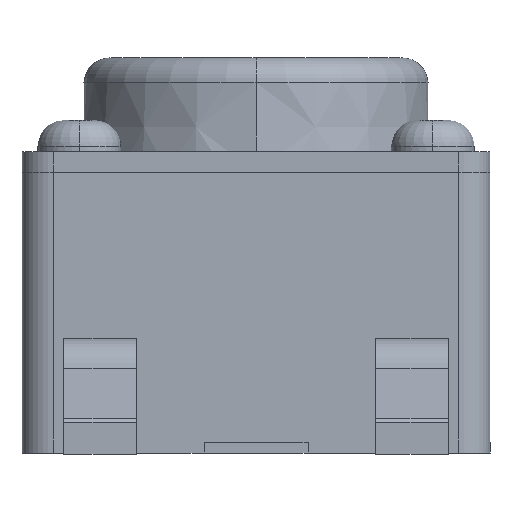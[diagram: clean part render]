
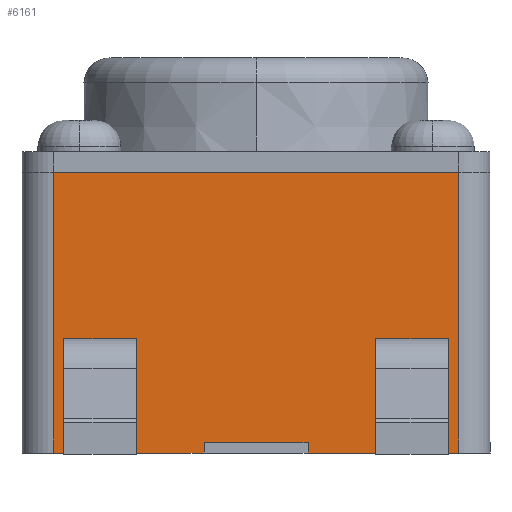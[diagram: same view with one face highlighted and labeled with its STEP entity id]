
A CAD part, left-side view. The second image highlights one B-rep face of the part: STEP entity #6161.
In plain terms, the highlighted planar face has unit normal (-1, 0, 0).
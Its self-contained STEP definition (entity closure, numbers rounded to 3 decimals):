
#13 = VECTOR ( 'NONE', #5644, 1000. ) ;
#100 = PLANE ( 'NONE',  #4361 ) ;
#180 = VECTOR ( 'NONE', #12023, 1000. ) ;
#497 = VERTEX_POINT ( 'NONE', #11278 ) ;
#553 = EDGE_CURVE ( 'NONE', #6773, #6816, #6963, .T. ) ;
#674 = LINE ( 'NONE', #8086, #1172 ) ;
#715 = VERTEX_POINT ( 'NONE', #3168 ) ;
#737 = VERTEX_POINT ( 'NONE', #12382 ) ;
#785 = VECTOR ( 'NONE', #3566, 1000. ) ;
#810 = ORIENTED_EDGE ( 'NONE', *, *, #3593, .T. ) ;
#835 = ORIENTED_EDGE ( 'NONE', *, *, #16550, .T. ) ;
#1172 = VECTOR ( 'NONE', #3576, 1000. ) ;
#1726 = EDGE_LOOP ( 'NONE', ( #8038, #810, #8960, #5195 ) ) ;
#2137 = VERTEX_POINT ( 'NONE', #8997 ) ;
#2259 = LINE ( 'NONE', #15761, #2747 ) ;
#2747 = VECTOR ( 'NONE', #3435, 1000. ) ;
#2772 = CARTESIAN_POINT ( 'NONE',  ( -2.25, -1.15, 1.1 ) ) ;
#3029 = ORIENTED_EDGE ( 'NONE', *, *, #16170, .T. ) ;
#3168 = CARTESIAN_POINT ( 'NONE',  ( -2.25, -0.5, 0.1 ) ) ;
#3205 = LINE ( 'NONE', #16499, #180 ) ;
#3257 = CARTESIAN_POINT ( 'NONE',  ( -2.25, 1.15, 0.8 ) ) ;
#3435 = DIRECTION ( 'NONE',  ( 0., 0., 1. ) ) ;
#3436 = VERTEX_POINT ( 'NONE', #17598 ) ;
#3482 = EDGE_CURVE ( 'NONE', #497, #6773, #4375, .T. ) ;
#3566 = DIRECTION ( 'NONE',  ( 0., 0., 1. ) ) ;
#3576 = DIRECTION ( 'NONE',  ( 0., -1., 0. ) ) ;
#3593 = EDGE_CURVE ( 'NONE', #497, #14909, #18760, .T. ) ;
#3866 = EDGE_CURVE ( 'NONE', #9630, #17173, #2259, .T. ) ;
#3901 = VERTEX_POINT ( 'NONE', #4035 ) ;
#4035 = CARTESIAN_POINT ( 'NONE',  ( -2.25, -1.85, 0.8 ) ) ;
#4231 = EDGE_CURVE ( 'NONE', #715, #10293, #16126, .T. ) ;
#4254 = DIRECTION ( 'NONE',  ( 0., -1., 0. ) ) ;
#4361 = AXIS2_PLACEMENT_3D ( 'NONE', #6206, #13646, #12357 ) ;
#4375 = LINE ( 'NONE', #7485, #11997 ) ;
#4404 = VECTOR ( 'NONE', #19157, 1000. ) ;
#4597 = CARTESIAN_POINT ( 'NONE',  ( -2.25, 1.85, 1.1 ) ) ;
#4721 = VERTEX_POINT ( 'NONE', #10263 ) ;
#4780 = EDGE_CURVE ( 'NONE', #10293, #3436, #14951, .T. ) ;
#5195 = ORIENTED_EDGE ( 'NONE', *, *, #553, .F. ) ;
#5238 = LINE ( 'NONE', #11475, #18656 ) ;
#5265 = CARTESIAN_POINT ( 'NONE',  ( -2.25, 1.95, 2.7 ) ) ;
#5644 = DIRECTION ( 'NONE',  ( 0., 1., 0. ) ) ;
#5731 = CARTESIAN_POINT ( 'NONE',  ( -2.25, 0.5, 0.1 ) ) ;
#5810 = ORIENTED_EDGE ( 'NONE', *, *, #4231, .F. ) ;
#6094 = ORIENTED_EDGE ( 'NONE', *, *, #4780, .F. ) ;
#6161 = ADVANCED_FACE ( 'NONE', ( #10938, #16830, #15524 ), #100, .F. ) ;
#6206 = CARTESIAN_POINT ( 'NONE',  ( -2.25, 2.25, 2.7 ) ) ;
#6773 = VERTEX_POINT ( 'NONE', #3257 ) ;
#6816 = VERTEX_POINT ( 'NONE', #8047 ) ;
#6957 = CARTESIAN_POINT ( 'NONE',  ( -2.25, -0.5, 0.1 ) ) ;
#6963 = LINE ( 'NONE', #8758, #4404 ) ;
#7066 = DIRECTION ( 'NONE',  ( 0., 0., -1. ) ) ;
#7322 = CARTESIAN_POINT ( 'NONE',  ( -2.25, -0.5, 0.1 ) ) ;
#7485 = CARTESIAN_POINT ( 'NONE',  ( -2.25, 1.85, 0.8 ) ) ;
#7494 = ORIENTED_EDGE ( 'NONE', *, *, #9220, .F. ) ;
#7550 = VERTEX_POINT ( 'NONE', #10540 ) ;
#7754 = LINE ( 'NONE', #13867, #13740 ) ;
#8038 = ORIENTED_EDGE ( 'NONE', *, *, #3482, .F. ) ;
#8047 = CARTESIAN_POINT ( 'NONE',  ( -2.25, 1.15, 1.1 ) ) ;
#8086 = CARTESIAN_POINT ( 'NONE',  ( -2.25, 1.85, 1.1 ) ) ;
#8281 = CARTESIAN_POINT ( 'NONE',  ( -2.25, 1.85, 0.8 ) ) ;
#8290 = ORIENTED_EDGE ( 'NONE', *, *, #9927, .F. ) ;
#8332 = ORIENTED_EDGE ( 'NONE', *, *, #3866, .T. ) ;
#8449 = ORIENTED_EDGE ( 'NONE', *, *, #12634, .F. ) ;
#8653 = CARTESIAN_POINT ( 'NONE',  ( -2.25, 0.5, 0.1 ) ) ;
#8758 = CARTESIAN_POINT ( 'NONE',  ( -2.25, 1.15, 0.8 ) ) ;
#8861 = LINE ( 'NONE', #19250, #13 ) ;
#8954 = VECTOR ( 'NONE', #10123, 1000. ) ;
#8960 = ORIENTED_EDGE ( 'NONE', *, *, #15310, .T. ) ;
#8977 = ORIENTED_EDGE ( 'NONE', *, *, #17756, .T. ) ;
#8997 = CARTESIAN_POINT ( 'NONE',  ( -2.25, -0.5, 0. ) ) ;
#9220 = EDGE_CURVE ( 'NONE', #14314, #13290, #7754, .T. ) ;
#9611 = DIRECTION ( 'NONE',  ( 0., -1., 0. ) ) ;
#9630 = VERTEX_POINT ( 'NONE', #14587 ) ;
#9927 = EDGE_CURVE ( 'NONE', #4721, #17173, #8861, .T. ) ;
#10123 = DIRECTION ( 'NONE',  ( 0., 1., 0. ) ) ;
#10251 = VECTOR ( 'NONE', #9611, 1000. ) ;
#10263 = CARTESIAN_POINT ( 'NONE',  ( -2.25, -1.85, 1.1 ) ) ;
#10293 = VERTEX_POINT ( 'NONE', #5731 ) ;
#10540 = CARTESIAN_POINT ( 'NONE',  ( -2.25, -1.95, 0. ) ) ;
#10549 = VECTOR ( 'NONE', #15054, 1000. ) ;
#10704 = CARTESIAN_POINT ( 'NONE',  ( -2.25, -1.95, 2.7 ) ) ;
#10938 = FACE_BOUND ( 'NONE', #19260, .T. ) ;
#11101 = DIRECTION ( 'NONE',  ( 0., -1., 0. ) ) ;
#11273 = LINE ( 'NONE', #6957, #19100 ) ;
#11278 = CARTESIAN_POINT ( 'NONE',  ( -2.25, 1.85, 0.8 ) ) ;
#11475 = CARTESIAN_POINT ( 'NONE',  ( -2.25, -1.85, 0.8 ) ) ;
#11485 = DIRECTION ( 'NONE',  ( 0., 0., -1. ) ) ;
#11724 = VECTOR ( 'NONE', #13583, 1000. ) ;
#11997 = VECTOR ( 'NONE', #17899, 1000. ) ;
#12023 = DIRECTION ( 'NONE',  ( 0., 0., 1. ) ) ;
#12096 = EDGE_CURVE ( 'NONE', #3901, #9630, #19465, .T. ) ;
#12357 = DIRECTION ( 'NONE',  ( 0., 1., 0. ) ) ;
#12382 = CARTESIAN_POINT ( 'NONE',  ( -2.25, 1.95, 0. ) ) ;
#12634 = EDGE_CURVE ( 'NONE', #3901, #4721, #5238, .T. ) ;
#13290 = VERTEX_POINT ( 'NONE', #10704 ) ;
#13297 = EDGE_CURVE ( 'NONE', #7550, #13290, #3205, .T. ) ;
#13477 = CARTESIAN_POINT ( 'NONE',  ( -2.25, 1.95, 2.7 ) ) ;
#13547 = EDGE_CURVE ( 'NONE', #14314, #737, #18050, .T. ) ;
#13583 = DIRECTION ( 'NONE',  ( 0., 1., 0. ) ) ;
#13646 = DIRECTION ( 'NONE',  ( 1., 0., 0. ) ) ;
#13740 = VECTOR ( 'NONE', #4254, 1000. ) ;
#13867 = CARTESIAN_POINT ( 'NONE',  ( -2.25, 2.25, 2.7 ) ) ;
#14025 = CARTESIAN_POINT ( 'NONE',  ( -2.25, 2.25, 0. ) ) ;
#14170 = ORIENTED_EDGE ( 'NONE', *, *, #13297, .T. ) ;
#14263 = DIRECTION ( 'NONE',  ( 0., 0., 1. ) ) ;
#14314 = VERTEX_POINT ( 'NONE', #5265 ) ;
#14587 = CARTESIAN_POINT ( 'NONE',  ( -2.25, -1.15, 0.8 ) ) ;
#14909 = VERTEX_POINT ( 'NONE', #4597 ) ;
#14951 = LINE ( 'NONE', #8653, #10549 ) ;
#15054 = DIRECTION ( 'NONE',  ( 0., 0., -1. ) ) ;
#15310 = EDGE_CURVE ( 'NONE', #14909, #6816, #674, .T. ) ;
#15311 = VECTOR ( 'NONE', #11101, 1000. ) ;
#15336 = ORIENTED_EDGE ( 'NONE', *, *, #12096, .T. ) ;
#15524 = FACE_OUTER_BOUND ( 'NONE', #15833, .T. ) ;
#15761 = CARTESIAN_POINT ( 'NONE',  ( -2.25, -1.15, 0.8 ) ) ;
#15833 = EDGE_LOOP ( 'NONE', ( #835, #14170, #7494, #15913, #8977, #6094, #5810, #3029 ) ) ;
#15913 = ORIENTED_EDGE ( 'NONE', *, *, #13547, .T. ) ;
#16126 = LINE ( 'NONE', #7322, #8954 ) ;
#16170 = EDGE_CURVE ( 'NONE', #715, #2137, #11273, .T. ) ;
#16499 = CARTESIAN_POINT ( 'NONE',  ( -2.25, -1.95, 2.7 ) ) ;
#16550 = EDGE_CURVE ( 'NONE', #2137, #7550, #18405, .T. ) ;
#16830 = FACE_BOUND ( 'NONE', #1726, .T. ) ;
#17173 = VERTEX_POINT ( 'NONE', #2772 ) ;
#17598 = CARTESIAN_POINT ( 'NONE',  ( -2.25, 0.5, 0. ) ) ;
#17756 = EDGE_CURVE ( 'NONE', #737, #3436, #18681, .T. ) ;
#17899 = DIRECTION ( 'NONE',  ( 0., -1., 0. ) ) ;
#18050 = LINE ( 'NONE', #13477, #19029 ) ;
#18283 = CARTESIAN_POINT ( 'NONE',  ( -2.25, -1.85, 0.8 ) ) ;
#18405 = LINE ( 'NONE', #14025, #15311 ) ;
#18656 = VECTOR ( 'NONE', #14263, 1000. ) ;
#18681 = LINE ( 'NONE', #18789, #10251 ) ;
#18760 = LINE ( 'NONE', #8281, #785 ) ;
#18789 = CARTESIAN_POINT ( 'NONE',  ( -2.25, 2.25, 0. ) ) ;
#19029 = VECTOR ( 'NONE', #7066, 1000. ) ;
#19100 = VECTOR ( 'NONE', #11485, 1000. ) ;
#19157 = DIRECTION ( 'NONE',  ( 0., 0., 1. ) ) ;
#19250 = CARTESIAN_POINT ( 'NONE',  ( -2.25, -1.85, 1.1 ) ) ;
#19260 = EDGE_LOOP ( 'NONE', ( #8290, #8449, #15336, #8332 ) ) ;
#19465 = LINE ( 'NONE', #18283, #11724 ) ;
